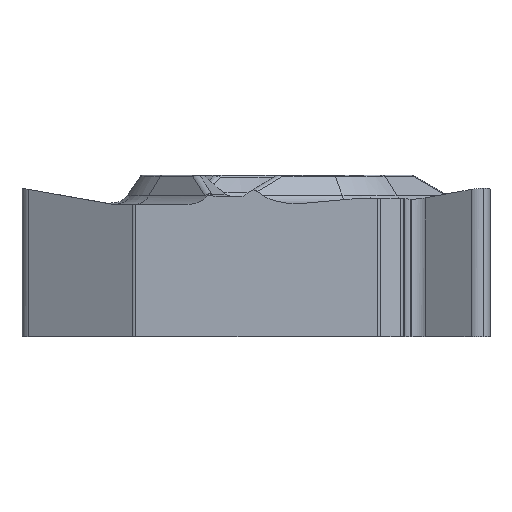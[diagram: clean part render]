
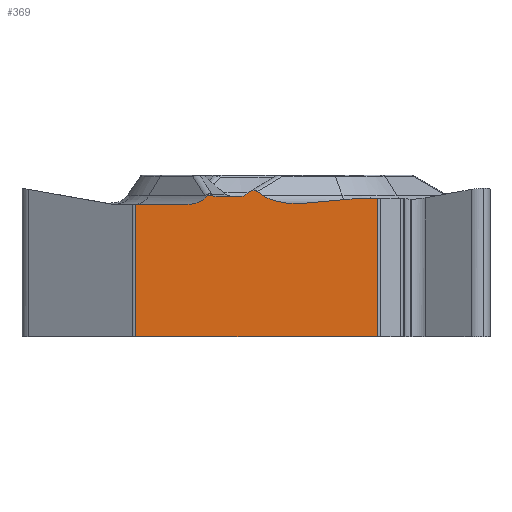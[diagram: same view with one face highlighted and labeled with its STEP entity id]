
A CAD part, left-side view. The second image highlights one B-rep face of the part: STEP entity #369.
In plain terms, the highlighted planar face has unit normal (-1, 0, 0).
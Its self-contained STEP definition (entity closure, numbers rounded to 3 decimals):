
#152=FACE_OUTER_BOUND('',#591,.T.);
#311=ELLIPSE('',#2835,1.5,0.75);
#312=ELLIPSE('',#2836,0.304,0.205);
#313=ELLIPSE('',#2837,0.309,0.3);
#314=ELLIPSE('',#2838,0.309,0.3);
#315=ELLIPSE('',#2839,0.884,0.75);
#369=ADVANCED_FACE('',(#152),#533,.F.);
#533=PLANE('',#2840);
#591=EDGE_LOOP('',(#1161,#1162,#1163,#1164,#1165,#1166,#1167,#1168,#1169,
#1170,#1171,#1172,#1173,#1174,#1175));
#758=LINE('',#4320,#938);
#779=LINE('',#4404,#959);
#780=LINE('',#4406,#960);
#781=LINE('',#4408,#961);
#782=LINE('',#4412,#962);
#783=LINE('',#4416,#963);
#784=LINE('',#4420,#964);
#785=LINE('',#4440,#965);
#786=LINE('',#4442,#966);
#938=VECTOR('',#3123,1.);
#959=VECTOR('',#3188,1.);
#960=VECTOR('',#3189,1.);
#961=VECTOR('',#3190,1.);
#962=VECTOR('',#3193,1.);
#963=VECTOR('',#3196,1.);
#964=VECTOR('',#3199,1.);
#965=VECTOR('',#3204,1.);
#966=VECTOR('',#3205,1.);
#1161=ORIENTED_EDGE('',*,*,#2196,.F.);
#1162=ORIENTED_EDGE('',*,*,#2238,.T.);
#1163=ORIENTED_EDGE('',*,*,#2239,.T.);
#1164=ORIENTED_EDGE('',*,*,#2240,.T.);
#1165=ORIENTED_EDGE('',*,*,#2241,.T.);
#1166=ORIENTED_EDGE('',*,*,#2242,.F.);
#1167=ORIENTED_EDGE('',*,*,#2243,.F.);
#1168=ORIENTED_EDGE('',*,*,#2244,.T.);
#1169=ORIENTED_EDGE('',*,*,#2245,.T.);
#1170=ORIENTED_EDGE('',*,*,#2246,.T.);
#1171=ORIENTED_EDGE('',*,*,#2247,.T.);
#1172=ORIENTED_EDGE('',*,*,#2248,.F.);
#1173=ORIENTED_EDGE('',*,*,#2249,.T.);
#1174=ORIENTED_EDGE('',*,*,#2250,.T.);
#1175=ORIENTED_EDGE('',*,*,#2251,.T.);
#1942=VERTEX_POINT('',#4318);
#1944=VERTEX_POINT('',#4321);
#1985=VERTEX_POINT('',#4405);
#1986=VERTEX_POINT('',#4407);
#1987=VERTEX_POINT('',#4409);
#1988=VERTEX_POINT('',#4411);
#1989=VERTEX_POINT('',#4413);
#1990=VERTEX_POINT('',#4415);
#1991=VERTEX_POINT('',#4417);
#1992=VERTEX_POINT('',#4419);
#1993=VERTEX_POINT('',#4421);
#1994=VERTEX_POINT('',#4423);
#1995=VERTEX_POINT('',#4437);
#1996=VERTEX_POINT('',#4439);
#1997=VERTEX_POINT('',#4441);
#2196=EDGE_CURVE('',#1942,#1944,#758,.T.);
#2238=EDGE_CURVE('',#1942,#1985,#779,.T.);
#2239=EDGE_CURVE('',#1985,#1986,#780,.T.);
#2240=EDGE_CURVE('',#1986,#1987,#781,.T.);
#2241=EDGE_CURVE('',#1987,#1988,#311,.T.);
#2242=EDGE_CURVE('',#1989,#1988,#782,.T.);
#2243=EDGE_CURVE('',#1990,#1989,#312,.T.);
#2244=EDGE_CURVE('',#1990,#1991,#783,.T.);
#2245=EDGE_CURVE('',#1991,#1992,#313,.T.);
#2246=EDGE_CURVE('',#1992,#1993,#784,.T.);
#2247=EDGE_CURVE('',#1993,#1994,#314,.T.);
#2248=EDGE_CURVE('',#1995,#1994,#2736,.T.);
#2249=EDGE_CURVE('',#1995,#1996,#315,.T.);
#2250=EDGE_CURVE('',#1996,#1997,#785,.T.);
#2251=EDGE_CURVE('',#1997,#1944,#786,.T.);
#2736=B_SPLINE_CURVE_WITH_KNOTS('',3,(#4424,#4425,#4426,#4427,#4428,#4429,
#4430,#4431,#4432,#4433,#4434,#4435,#4436),.UNSPECIFIED.,.F.,.F.,(4,3,3,
3,4),(0.,0.251,0.501,0.761,1.),
 .UNSPECIFIED.);
#2835=AXIS2_PLACEMENT_3D('',#4410,#3191,#3192);
#2836=AXIS2_PLACEMENT_3D('',#4414,#3194,#3195);
#2837=AXIS2_PLACEMENT_3D('',#4418,#3197,#3198);
#2838=AXIS2_PLACEMENT_3D('',#4422,#3200,#3201);
#2839=AXIS2_PLACEMENT_3D('',#4438,#3202,#3203);
#2840=AXIS2_PLACEMENT_3D('',#4443,#3206,#3207);
#3123=DIRECTION('',(0.,1.,0.));
#3188=DIRECTION('',(0.,0.,1.));
#3189=DIRECTION('',(0.,1.,0.));
#3190=DIRECTION('',(0.,0.996,-0.088));
#3191=DIRECTION('',(1.,0.,0.));
#3192=DIRECTION('',(0.,1.,0.));
#3193=DIRECTION('',(0.,-0.814,-0.581));
#3194=DIRECTION('',(1.,0.,0.));
#3195=DIRECTION('',(0.,-0.858,0.514));
#3196=DIRECTION('',(0.,0.775,-0.631));
#3197=DIRECTION('',(1.,0.,0.));
#3198=DIRECTION('',(0.,-1.,0.));
#3199=DIRECTION('',(0.,1.,0.));
#3200=DIRECTION('',(1.,0.,0.));
#3201=DIRECTION('',(0.,-1.,0.));
#3202=DIRECTION('',(1.,0.,0.));
#3203=DIRECTION('',(0.,-1.,0.));
#3204=DIRECTION('',(0.,1.,0.));
#3205=DIRECTION('',(0.,0.,-1.));
#3206=DIRECTION('',(1.,0.,0.));
#3207=DIRECTION('',(0.,1.,0.));
#4318=CARTESIAN_POINT('',(-6.35,-3.998,-5.56));
#4320=CARTESIAN_POINT('',(-6.35,8.7,-5.56));
#4321=CARTESIAN_POINT('',(-6.35,5.04,-5.56));
#4404=CARTESIAN_POINT('',(-6.35,-3.998,-0.364));
#4405=CARTESIAN_POINT('',(-6.35,-3.998,-0.364));
#4406=CARTESIAN_POINT('',(-6.35,0.,-0.364));
#4407=CARTESIAN_POINT('',(-6.35,-3.469,-0.364));
#4408=CARTESIAN_POINT('',(-6.35,-2.246,-0.472));
#4409=CARTESIAN_POINT('',(-6.35,-1.196,-0.565));
#4410=CARTESIAN_POINT('',(-6.35,-0.935,0.174));
#4411=CARTESIAN_POINT('',(-6.35,0.293,-0.256));
#4412=CARTESIAN_POINT('',(-6.35,17.805,12.249));
#4413=CARTESIAN_POINT('',(-6.35,0.483,-0.121));
#4414=CARTESIAN_POINT('',(-6.35,0.704,-0.32));
#4415=CARTESIAN_POINT('',(-6.35,0.862,-0.181));
#4416=CARTESIAN_POINT('',(-6.35,-6.754,6.019));
#4417=CARTESIAN_POINT('',(-6.35,0.934,-0.24));
#4418=CARTESIAN_POINT('',(-6.35,1.132,-0.01));
#4419=CARTESIAN_POINT('',(-6.35,1.132,-0.31));
#4420=CARTESIAN_POINT('',(-6.35,8.7,-0.31));
#4421=CARTESIAN_POINT('',(-6.35,2.034,-0.31));
#4422=CARTESIAN_POINT('',(-6.35,2.034,-0.01));
#4423=CARTESIAN_POINT('',(-6.35,2.162,-0.283));
#4424=CARTESIAN_POINT('',(-6.35,2.401,-0.323));
#4425=CARTESIAN_POINT('',(-6.35,2.386,-0.307));
#4426=CARTESIAN_POINT('',(-6.35,2.369,-0.294));
#4427=CARTESIAN_POINT('',(-6.35,2.349,-0.285));
#4428=CARTESIAN_POINT('',(-6.35,2.33,-0.275));
#4429=CARTESIAN_POINT('',(-6.35,2.309,-0.268));
#4430=CARTESIAN_POINT('',(-6.35,2.288,-0.265));
#4431=CARTESIAN_POINT('',(-6.35,2.266,-0.262));
#4432=CARTESIAN_POINT('',(-6.35,2.243,-0.262));
#4433=CARTESIAN_POINT('',(-6.35,2.221,-0.266));
#4434=CARTESIAN_POINT('',(-6.35,2.2,-0.269));
#4435=CARTESIAN_POINT('',(-6.35,2.18,-0.275));
#4436=CARTESIAN_POINT('',(-6.35,2.162,-0.283));
#4437=CARTESIAN_POINT('',(-6.35,2.401,-0.323));
#4438=CARTESIAN_POINT('',(-6.35,3.09,0.147));
#4439=CARTESIAN_POINT('',(-6.35,3.09,-0.603));
#4440=CARTESIAN_POINT('',(-6.35,8.7,-0.603));
#4441=CARTESIAN_POINT('',(-6.35,5.04,-0.603));
#4442=CARTESIAN_POINT('',(-6.35,5.04,-5.56));
#4443=CARTESIAN_POINT('',(-6.35,8.7,25.));
